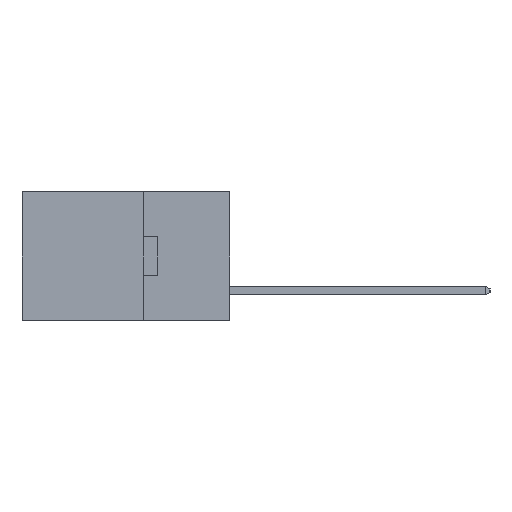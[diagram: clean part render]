
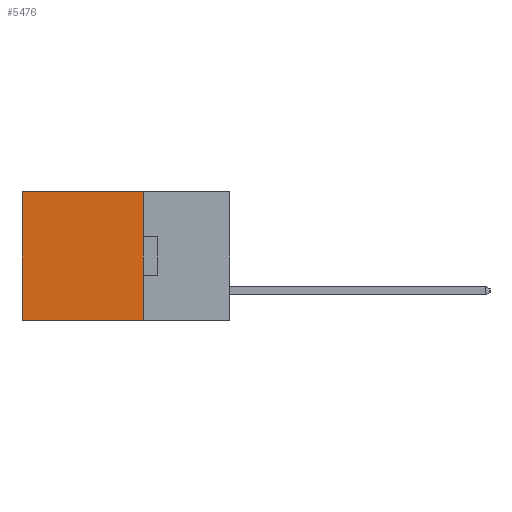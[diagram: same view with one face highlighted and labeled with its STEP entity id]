
A CAD part, left-side view. The second image highlights one B-rep face of the part: STEP entity #5476.
In plain terms, the highlighted planar face has unit normal (-1, 0, 0).
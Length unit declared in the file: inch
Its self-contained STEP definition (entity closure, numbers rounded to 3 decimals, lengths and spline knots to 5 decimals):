
#457 = VECTOR ( 'NONE', #982, 39.37008 ) ;
#917 = CARTESIAN_POINT ( 'NONE',  ( 0.2615, 0.6, 0. ) ) ;
#978 = DIRECTION ( 'NONE',  ( 0., 0., -1. ) ) ;
#982 = DIRECTION ( 'NONE',  ( 0., 0., -1. ) ) ;
#1384 = VECTOR ( 'NONE', #25599, 39.37008 ) ;
#2065 = LINE ( 'NONE', #8748, #1384 ) ;
#4054 = EDGE_CURVE ( 'NONE', #8132, #21898, #10258, .T. ) ;
#4678 = ORIENTED_EDGE ( 'NONE', *, *, #22579, .T. ) ;
#5476 = ADVANCED_FACE ( 'NONE', ( #11729 ), #12841, .F. ) ;
#7940 = CARTESIAN_POINT ( 'NONE',  ( 0.2615, 0.25, 0. ) ) ;
#8007 = VERTEX_POINT ( 'NONE', #13875 ) ;
#8132 = VERTEX_POINT ( 'NONE', #7940 ) ;
#8748 = CARTESIAN_POINT ( 'NONE',  ( 0.2615, 0.25, -0.37 ) ) ;
#10258 = LINE ( 'NONE', #11579, #26402 ) ;
#10531 = VECTOR ( 'NONE', #978, 39.37008 ) ;
#10763 = EDGE_CURVE ( 'NONE', #8132, #8007, #18069, .T. ) ;
#11440 = CARTESIAN_POINT ( 'NONE',  ( 0.2615, 0.6, -0.37 ) ) ;
#11539 = CARTESIAN_POINT ( 'NONE',  ( 0.2615, 0.25, -0.37 ) ) ;
#11579 = CARTESIAN_POINT ( 'NONE',  ( 0.2615, 0.25, 0. ) ) ;
#11729 = FACE_OUTER_BOUND ( 'NONE', #16626, .T. ) ;
#11840 = LINE ( 'NONE', #15840, #10531 ) ;
#11971 = DIRECTION ( 'NONE',  ( 0., 0., -1. ) ) ;
#12337 = DIRECTION ( 'NONE',  ( 1., 0., 0. ) ) ;
#12412 = CARTESIAN_POINT ( 'NONE',  ( 0.2615, 0.25, -0.37 ) ) ;
#12841 = PLANE ( 'NONE',  #25169 ) ;
#13875 = CARTESIAN_POINT ( 'NONE',  ( 0.2615, 0.25, -0.37 ) ) ;
#14308 = DIRECTION ( 'NONE',  ( 0., 1., 0. ) ) ;
#15840 = CARTESIAN_POINT ( 'NONE',  ( 0.2615, 0.6, -0.37 ) ) ;
#16626 = EDGE_LOOP ( 'NONE', ( #4678, #22814, #18407, #19163 ) ) ;
#18069 = LINE ( 'NONE', #11539, #457 ) ;
#18407 = ORIENTED_EDGE ( 'NONE', *, *, #10763, .F. ) ;
#19163 = ORIENTED_EDGE ( 'NONE', *, *, #4054, .T. ) ;
#19808 = EDGE_CURVE ( 'NONE', #8007, #20670, #2065, .T. ) ;
#20670 = VERTEX_POINT ( 'NONE', #11440 ) ;
#21898 = VERTEX_POINT ( 'NONE', #917 ) ;
#22579 = EDGE_CURVE ( 'NONE', #21898, #20670, #11840, .T. ) ;
#22814 = ORIENTED_EDGE ( 'NONE', *, *, #19808, .F. ) ;
#25169 = AXIS2_PLACEMENT_3D ( 'NONE', #12412, #12337, #11971 ) ;
#25599 = DIRECTION ( 'NONE',  ( 0., 1., 0. ) ) ;
#26402 = VECTOR ( 'NONE', #14308, 39.37008 ) ;
